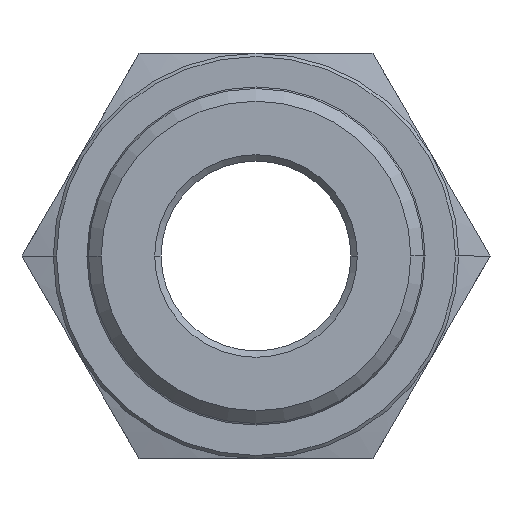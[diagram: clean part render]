
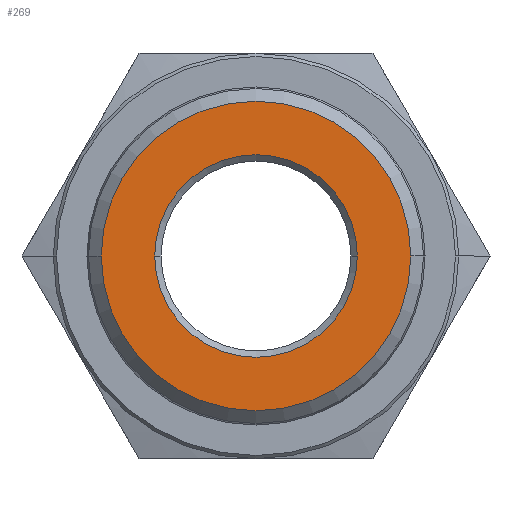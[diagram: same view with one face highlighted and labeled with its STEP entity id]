
A CAD part, left-side view. The second image highlights one B-rep face of the part: STEP entity #269.
In plain terms, the highlighted planar face has unit normal (-1, 0, 0).
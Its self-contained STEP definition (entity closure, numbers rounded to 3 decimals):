
#269 = ADVANCED_FACE( '', ( #519, #520 ), #521, .T. );
#519 = FACE_BOUND( '', #818, .T. );
#520 = FACE_OUTER_BOUND( '', #819, .T. );
#521 = PLANE( '', #820 );
#818 = EDGE_LOOP( '', ( #1675, #1676 ) );
#819 = EDGE_LOOP( '', ( #1677, #1678 ) );
#820 = AXIS2_PLACEMENT_3D( '', #1679, #1680, #1681 );
#1675 = ORIENTED_EDGE( '', *, *, #2215, .F. );
#1676 = ORIENTED_EDGE( '', *, *, #2058, .F. );
#1677 = ORIENTED_EDGE( '', *, *, #2009, .T. );
#1678 = ORIENTED_EDGE( '', *, *, #2233, .T. );
#1679 = CARTESIAN_POINT( '', ( -19., 10.11, 0. ) );
#1680 = DIRECTION( '', ( -1., 0., 0. ) );
#1681 = DIRECTION( '', ( 0., 1., 0. ) );
#2009 = EDGE_CURVE( '', #2341, #2345, #2347, .T. );
#2058 = EDGE_CURVE( '', #2432, #2430, #2434, .T. );
#2215 = EDGE_CURVE( '', #2430, #2432, #2688, .T. );
#2233 = EDGE_CURVE( '', #2345, #2341, #2707, .T. );
#2341 = VERTEX_POINT( '', #2867 );
#2345 = VERTEX_POINT( '', #2872 );
#2347 = CIRCLE( '', #2875, 12.221 );
#2430 = VERTEX_POINT( '', #2980 );
#2432 = VERTEX_POINT( '', #2983 );
#2434 = CIRCLE( '', #2986, 8. );
#2688 = CIRCLE( '', #3554, 8. );
#2707 = CIRCLE( '', #3573, 12.221 );
#2867 = CARTESIAN_POINT( '', ( -19., 12.221, 0. ) );
#2872 = CARTESIAN_POINT( '', ( -19., -12.221, 0. ) );
#2875 = AXIS2_PLACEMENT_3D( '', #3991, #3992, #3993 );
#2980 = CARTESIAN_POINT( '', ( -19., 8., 0. ) );
#2983 = CARTESIAN_POINT( '', ( -19., -8., 0. ) );
#2986 = AXIS2_PLACEMENT_3D( '', #4090, #4091, #4092 );
#3554 = AXIS2_PLACEMENT_3D( '', #4293, #4294, #4295 );
#3573 = AXIS2_PLACEMENT_3D( '', #4347, #4348, #4349 );
#3991 = CARTESIAN_POINT( '', ( -19., 0., 0. ) );
#3992 = DIRECTION( '', ( -1., 0., 0. ) );
#3993 = DIRECTION( '', ( 0., 1., 0. ) );
#4090 = CARTESIAN_POINT( '', ( -19., 0., 0. ) );
#4091 = DIRECTION( '', ( -1., 0., 0. ) );
#4092 = DIRECTION( '', ( 0., 1., 0. ) );
#4293 = CARTESIAN_POINT( '', ( -19., 0., 0. ) );
#4294 = DIRECTION( '', ( -1., 0., 0. ) );
#4295 = DIRECTION( '', ( 0., 1., 0. ) );
#4347 = CARTESIAN_POINT( '', ( -19., 0., 0. ) );
#4348 = DIRECTION( '', ( -1., 0., 0. ) );
#4349 = DIRECTION( '', ( 0., 1., 0. ) );
